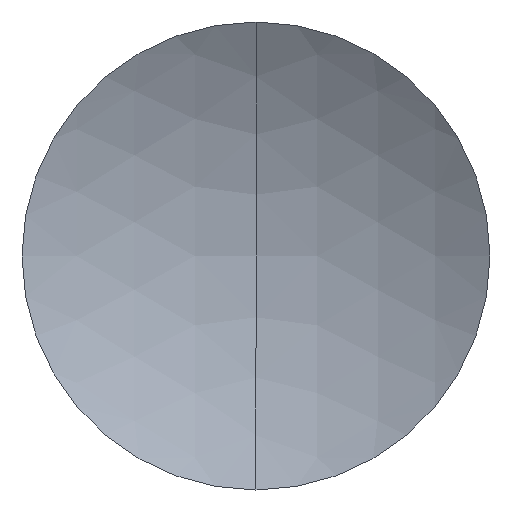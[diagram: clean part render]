
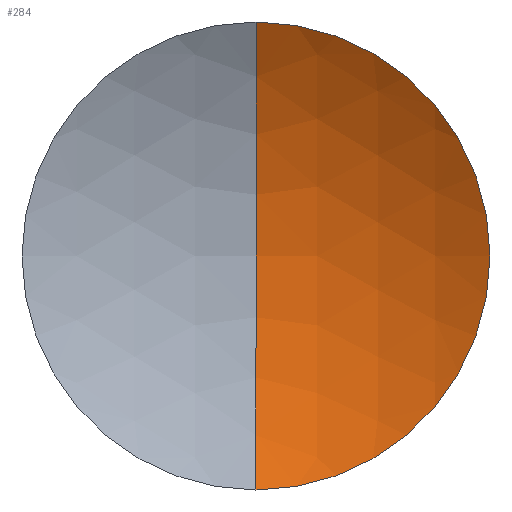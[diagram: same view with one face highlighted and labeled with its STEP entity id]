
A CAD part, left-side view. The second image highlights one B-rep face of the part: STEP entity #284.
In plain terms, the highlighted spherical face has radius 24.43 mm.
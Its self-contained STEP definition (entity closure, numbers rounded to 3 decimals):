
#7 = CARTESIAN_POINT ( 'NONE',  ( 156.479, 0., 0. ) ) ;
#12 = VERTEX_POINT ( 'NONE', #7 ) ;
#25 = VERTEX_POINT ( 'NONE', #46 ) ;
#46 = CARTESIAN_POINT ( 'NONE',  ( 152.918, 0., 12.7 ) ) ;
#49 = AXIS2_PLACEMENT_3D ( 'NONE', #98, #175, #127 ) ;
#55 = VERTEX_POINT ( 'NONE', #249 ) ;
#60 = EDGE_CURVE ( 'NONE', #12, #55, #178, .T. ) ;
#77 = DIRECTION ( 'NONE',  ( 0., 0., 1. ) ) ;
#89 = EDGE_LOOP ( 'NONE', ( #230, #205, #323 ) ) ;
#94 = CIRCLE ( 'NONE', #49, 24.43 ) ;
#98 = CARTESIAN_POINT ( 'NONE',  ( 132.049, 0., 0. ) ) ;
#112 = DIRECTION ( 'NONE',  ( -1., 0., 0. ) ) ;
#118 = DIRECTION ( 'NONE',  ( 0., 0., 1. ) ) ;
#127 = DIRECTION ( 'NONE',  ( 0., 0., -1. ) ) ;
#134 = CIRCLE ( 'NONE', #222, 12.7 ) ;
#148 = DIRECTION ( 'NONE',  ( 0., 1., 0. ) ) ;
#151 = AXIS2_PLACEMENT_3D ( 'NONE', #202, #148, #162 ) ;
#162 = DIRECTION ( 'NONE',  ( 0., 0., 1. ) ) ;
#175 = DIRECTION ( 'NONE',  ( 0., -1., 0. ) ) ;
#178 = CIRCLE ( 'NONE', #201, 24.43 ) ;
#188 = CARTESIAN_POINT ( 'NONE',  ( 152.918, 0., 0. ) ) ;
#191 = DIRECTION ( 'NONE',  ( 0., 1., 0. ) ) ;
#199 = FACE_OUTER_BOUND ( 'NONE', #89, .T. ) ;
#201 = AXIS2_PLACEMENT_3D ( 'NONE', #274, #191, #77 ) ;
#202 = CARTESIAN_POINT ( 'NONE',  ( 132.049, 0., 0. ) ) ;
#203 = EDGE_CURVE ( 'NONE', #55, #25, #134, .T. ) ;
#205 = ORIENTED_EDGE ( 'NONE', *, *, #60, .T. ) ;
#208 = EDGE_CURVE ( 'NONE', #12, #25, #94, .T. ) ;
#222 = AXIS2_PLACEMENT_3D ( 'NONE', #188, #112, #118 ) ;
#230 = ORIENTED_EDGE ( 'NONE', *, *, #208, .F. ) ;
#249 = CARTESIAN_POINT ( 'NONE',  ( 152.918, 0., -12.7 ) ) ;
#274 = CARTESIAN_POINT ( 'NONE',  ( 132.049, 0., 0. ) ) ;
#284 = ADVANCED_FACE ( 'NONE', ( #199 ), #329, .F. ) ;
#323 = ORIENTED_EDGE ( 'NONE', *, *, #203, .T. ) ;
#329 = SPHERICAL_SURFACE ( 'NONE', #151, 24.43 ) ;
